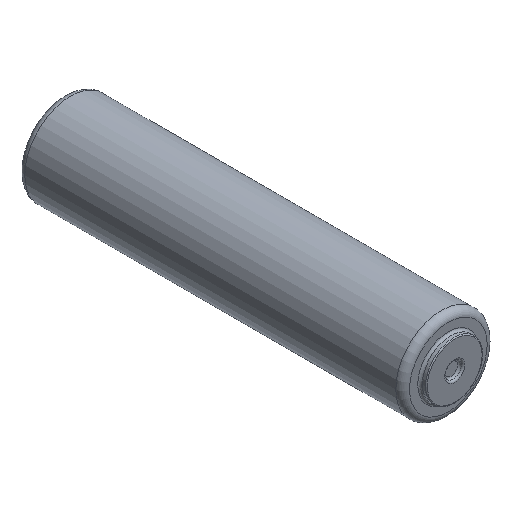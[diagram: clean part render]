
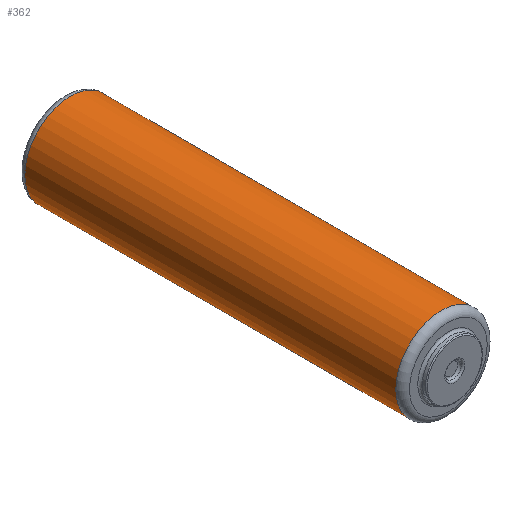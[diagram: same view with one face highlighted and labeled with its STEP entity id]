
A CAD part, isometric view. The second image highlights one B-rep face of the part: STEP entity #362.
In plain terms, the highlighted cylindrical face has radius 5 mm (diameter 10 mm), a full revolution.
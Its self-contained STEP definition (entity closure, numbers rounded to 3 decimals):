
#328=CARTESIAN_POINT('',(5.,42.05,0.0));
#329=VERTEX_POINT('',#328);
#330=CARTESIAN_POINT('',(0.,42.05,0.0));
#331=DIRECTION('',(0.0,-1.0,0.0));
#332=DIRECTION('',(1.0,0.0,0.0));
#333=AXIS2_PLACEMENT_3D('',#330,#331,#332);
#334=CIRCLE('',#333,5.);
#335=EDGE_CURVE('',#329,#329,#334,.T.);
#343=CARTESIAN_POINT('',(0.,21.75,0.0));
#344=DIRECTION('',(0.,-1.0,0.0));
#345=DIRECTION('',(1.0,0.0,0.0));
#346=AXIS2_PLACEMENT_3D('',#343,#344,#345);
#347=CYLINDRICAL_SURFACE('',#346,5.);
#348=CARTESIAN_POINT('',(5.,1.45,0.0));
#349=VERTEX_POINT('',#348);
#350=CARTESIAN_POINT('',(0.,1.45,0.0));
#351=DIRECTION('',(0.0,-1.0,0.0));
#352=DIRECTION('',(1.0,0.0,0.0));
#353=AXIS2_PLACEMENT_3D('',#350,#351,#352);
#354=CIRCLE('',#353,5.);
#355=EDGE_CURVE('',#349,#349,#354,.T.);
#356=ORIENTED_EDGE('',*,*,#355,.F.);
#357=EDGE_LOOP('',(#356));
#358=FACE_OUTER_BOUND('',#357,.T.);
#359=ORIENTED_EDGE('',*,*,#335,.T.);
#360=EDGE_LOOP('',(#359));
#361=FACE_BOUND('',#360,.T.);
#362=ADVANCED_FACE('',(#358,#361),#347,.T.);
